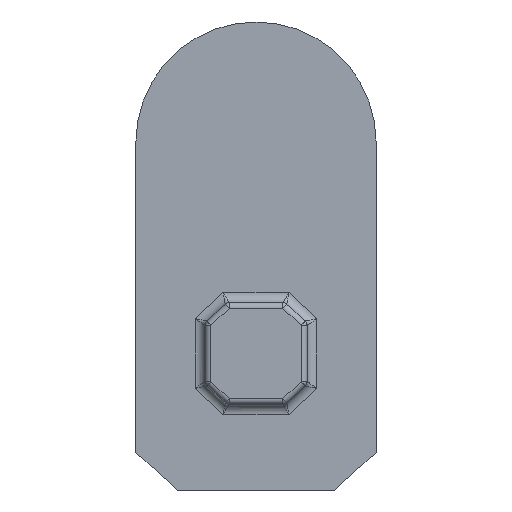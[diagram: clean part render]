
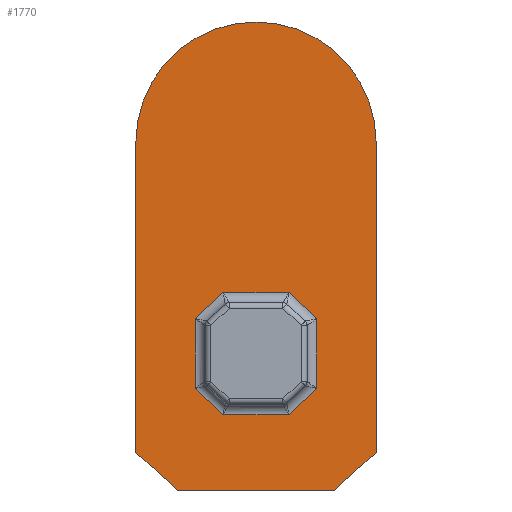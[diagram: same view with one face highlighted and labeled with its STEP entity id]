
A CAD part, front view. The second image highlights one B-rep face of the part: STEP entity #1770.
In plain terms, the highlighted planar face has unit normal (0, -1, 0).
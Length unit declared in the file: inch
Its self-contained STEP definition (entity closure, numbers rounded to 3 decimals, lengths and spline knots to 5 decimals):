
#21 = VERTEX_POINT ( 'NONE', #1920 ) ;
#27 = LINE ( 'NONE', #4469, #4484 ) ;
#107 = VECTOR ( 'NONE', #4496, 39.37008 ) ;
#237 = CARTESIAN_POINT ( 'NONE',  ( 0.54, 0., -2.387 ) ) ;
#266 = EDGE_CURVE ( 'NONE', #3147, #3659, #3304, .T. ) ;
#317 = EDGE_CURVE ( 'NONE', #21, #3297, #3656, .T. ) ;
#326 = ORIENTED_EDGE ( 'NONE', *, *, #4808, .T. ) ;
#365 = AXIS2_PLACEMENT_3D ( 'NONE', #6556, #3227, #7101 ) ;
#525 = CARTESIAN_POINT ( 'NONE',  ( -0.824, 0., 0. ) ) ;
#567 = VECTOR ( 'NONE', #6475, 39.37008 ) ;
#597 = DIRECTION ( 'NONE',  ( -0.74, 0., 0.672 ) ) ;
#732 = CARTESIAN_POINT ( 'NONE',  ( -0.227, 0., -1.869 ) ) ;
#750 = VECTOR ( 'NONE', #1318, 39.37008 ) ;
#835 = EDGE_CURVE ( 'NONE', #4951, #3436, #3217, .T. ) ;
#916 = VECTOR ( 'NONE', #1628, 39.37008 ) ;
#999 = CARTESIAN_POINT ( 'NONE',  ( 0.4185, 0., -1.6605 ) ) ;
#1005 = ORIENTED_EDGE ( 'NONE', *, *, #3257, .F. ) ;
#1195 = CARTESIAN_POINT ( 'NONE',  ( -0.227, 0., -1.032 ) ) ;
#1198 = DIRECTION ( 'NONE',  ( 0.731, 0., 0.682 ) ) ;
#1318 = DIRECTION ( 'NONE',  ( -0.74, 0., -0.672 ) ) ;
#1393 = PLANE ( 'NONE',  #3409 ) ;
#1394 = ORIENTED_EDGE ( 'NONE', *, *, #4908, .F. ) ;
#1421 = CARTESIAN_POINT ( 'NONE',  ( 0.824, 0., 0. ) ) ;
#1432 = FACE_OUTER_BOUND ( 'NONE', #1753, .T. ) ;
#1441 = VECTOR ( 'NONE', #597, 39.37008 ) ;
#1452 = CARTESIAN_POINT ( 'NONE',  ( 0.227, 0., -1.869 ) ) ;
#1516 = DIRECTION ( 'NONE',  ( 0., 0., 1. ) ) ;
#1582 = DIRECTION ( 'NONE',  ( 0., 0., -1. ) ) ;
#1598 = ORIENTED_EDGE ( 'NONE', *, *, #4856, .T. ) ;
#1626 = LINE ( 'NONE', #3930, #107 ) ;
#1628 = DIRECTION ( 'NONE',  ( 0., 0., 1. ) ) ;
#1635 = VECTOR ( 'NONE', #6188, 39.37008 ) ;
#1692 = DIRECTION ( 'NONE',  ( 1., 0., 0. ) ) ;
#1721 = CARTESIAN_POINT ( 'NONE',  ( -0.4185, 0., -1.69027 ) ) ;
#1750 = CARTESIAN_POINT ( 'NONE',  ( -0.54, 0., -2.387 ) ) ;
#1753 = EDGE_LOOP ( 'NONE', ( #6701, #3399, #6309, #3053, #1394, #1005 ) ) ;
#1770 = ADVANCED_FACE ( 'NONE', ( #6990, #1432 ), #1393, .F. ) ;
#1914 = EDGE_CURVE ( 'NONE', #3659, #5993, #5025, .T. ) ;
#1920 = CARTESIAN_POINT ( 'NONE',  ( 0.4185, 0., -1.21073 ) ) ;
#1964 = CARTESIAN_POINT ( 'NONE',  ( 0., 0., 0. ) ) ;
#2223 = ORIENTED_EDGE ( 'NONE', *, *, #2335, .T. ) ;
#2283 = CARTESIAN_POINT ( 'NONE',  ( -0.824, 0., -2.129 ) ) ;
#2310 = VECTOR ( 'NONE', #3948, 39.37008 ) ;
#2335 = EDGE_CURVE ( 'NONE', #7193, #21, #5273, .T. ) ;
#2397 = VERTEX_POINT ( 'NONE', #1195 ) ;
#2440 = VERTEX_POINT ( 'NONE', #3989 ) ;
#2459 = EDGE_CURVE ( 'NONE', #6867, #4951, #3251, .T. ) ;
#2514 = DIRECTION ( 'NONE',  ( 0., 1., 0. ) ) ;
#2585 = CARTESIAN_POINT ( 'NONE',  ( -0.54, 0., -2.387 ) ) ;
#2883 = CARTESIAN_POINT ( 'NONE',  ( -0.39674, 0., -1.71058 ) ) ;
#3020 = ORIENTED_EDGE ( 'NONE', *, *, #317, .T. ) ;
#3053 = ORIENTED_EDGE ( 'NONE', *, *, #5868, .F. ) ;
#3092 = LINE ( 'NONE', #2283, #1441 ) ;
#3147 = VERTEX_POINT ( 'NONE', #3917 ) ;
#3217 = LINE ( 'NONE', #4715, #6169 ) ;
#3227 = DIRECTION ( 'NONE',  ( 0., 1., 0. ) ) ;
#3251 = LINE ( 'NONE', #2883, #6203 ) ;
#3257 = EDGE_CURVE ( 'NONE', #2440, #5465, #4772, .T. ) ;
#3297 = VERTEX_POINT ( 'NONE', #5665 ) ;
#3304 = CIRCLE ( 'NONE', #365, 0.824 ) ;
#3384 = CARTESIAN_POINT ( 'NONE',  ( 0.39674, 0., -1.19042 ) ) ;
#3399 = ORIENTED_EDGE ( 'NONE', *, *, #1914, .F. ) ;
#3409 = AXIS2_PLACEMENT_3D ( 'NONE', #1964, #2514, #6402 ) ;
#3436 = VERTEX_POINT ( 'NONE', #5204 ) ;
#3511 = VECTOR ( 'NONE', #1198, 39.37008 ) ;
#3534 = EDGE_CURVE ( 'NONE', #5993, #2440, #5037, .T. ) ;
#3656 = LINE ( 'NONE', #999, #6254 ) ;
#3659 = VERTEX_POINT ( 'NONE', #1421 ) ;
#3917 = CARTESIAN_POINT ( 'NONE',  ( -0.824, 0., 0. ) ) ;
#3930 = CARTESIAN_POINT ( 'NONE',  ( -0.2, 0., -1.869 ) ) ;
#3948 = DIRECTION ( 'NONE',  ( 0.731, 0., -0.682 ) ) ;
#3985 = ORIENTED_EDGE ( 'NONE', *, *, #2459, .T. ) ;
#3989 = CARTESIAN_POINT ( 'NONE',  ( 0.54, 0., -2.387 ) ) ;
#4469 = CARTESIAN_POINT ( 'NONE',  ( 0.2, 0., -1.032 ) ) ;
#4484 = VECTOR ( 'NONE', #1692, 39.37008 ) ;
#4496 = DIRECTION ( 'NONE',  ( -1., 0., 0. ) ) ;
#4540 = CARTESIAN_POINT ( 'NONE',  ( -0.24674, 0., -1.05042 ) ) ;
#4715 = CARTESIAN_POINT ( 'NONE',  ( -0.4185, 0., -1.2405 ) ) ;
#4772 = LINE ( 'NONE', #1750, #1635 ) ;
#4808 = EDGE_CURVE ( 'NONE', #2397, #7193, #27, .T. ) ;
#4817 = VERTEX_POINT ( 'NONE', #6130 ) ;
#4851 = LINE ( 'NONE', #5269, #6135 ) ;
#4856 = EDGE_CURVE ( 'NONE', #6620, #6867, #1626, .T. ) ;
#4908 = EDGE_CURVE ( 'NONE', #5465, #4817, #3092, .T. ) ;
#4951 = VERTEX_POINT ( 'NONE', #1721 ) ;
#5025 = LINE ( 'NONE', #7003, #567 ) ;
#5037 = LINE ( 'NONE', #237, #750 ) ;
#5181 = EDGE_CURVE ( 'NONE', #3297, #6620, #4851, .T. ) ;
#5204 = CARTESIAN_POINT ( 'NONE',  ( -0.4185, 0., -1.21073 ) ) ;
#5245 = DIRECTION ( 'NONE',  ( -0.731, 0., -0.682 ) ) ;
#5269 = CARTESIAN_POINT ( 'NONE',  ( 0.24674, 0., -1.85058 ) ) ;
#5273 = LINE ( 'NONE', #3384, #2310 ) ;
#5334 = ORIENTED_EDGE ( 'NONE', *, *, #6054, .T. ) ;
#5337 = EDGE_LOOP ( 'NONE', ( #2223, #3020, #5873, #1598, #3985, #5385, #5334, #326 ) ) ;
#5365 = LINE ( 'NONE', #525, #916 ) ;
#5385 = ORIENTED_EDGE ( 'NONE', *, *, #835, .T. ) ;
#5465 = VERTEX_POINT ( 'NONE', #2585 ) ;
#5520 = CARTESIAN_POINT ( 'NONE',  ( 0.227, 0., -1.032 ) ) ;
#5641 = CARTESIAN_POINT ( 'NONE',  ( 0.824, 0., -2.129 ) ) ;
#5665 = CARTESIAN_POINT ( 'NONE',  ( 0.4185, 0., -1.69027 ) ) ;
#5868 = EDGE_CURVE ( 'NONE', #4817, #3147, #5365, .T. ) ;
#5873 = ORIENTED_EDGE ( 'NONE', *, *, #5181, .T. ) ;
#5993 = VERTEX_POINT ( 'NONE', #5641 ) ;
#6054 = EDGE_CURVE ( 'NONE', #3436, #2397, #6480, .T. ) ;
#6130 = CARTESIAN_POINT ( 'NONE',  ( -0.824, 0., -2.129 ) ) ;
#6135 = VECTOR ( 'NONE', #5245, 39.37008 ) ;
#6169 = VECTOR ( 'NONE', #1516, 39.37008 ) ;
#6188 = DIRECTION ( 'NONE',  ( -1., 0., 0. ) ) ;
#6203 = VECTOR ( 'NONE', #6768, 39.37008 ) ;
#6254 = VECTOR ( 'NONE', #1582, 39.37008 ) ;
#6309 = ORIENTED_EDGE ( 'NONE', *, *, #266, .F. ) ;
#6402 = DIRECTION ( 'NONE',  ( 0., 0., 1. ) ) ;
#6475 = DIRECTION ( 'NONE',  ( 0., 0., -1. ) ) ;
#6480 = LINE ( 'NONE', #4540, #3511 ) ;
#6556 = CARTESIAN_POINT ( 'NONE',  ( 0., 0., 0. ) ) ;
#6620 = VERTEX_POINT ( 'NONE', #1452 ) ;
#6701 = ORIENTED_EDGE ( 'NONE', *, *, #3534, .F. ) ;
#6768 = DIRECTION ( 'NONE',  ( -0.731, 0., 0.682 ) ) ;
#6867 = VERTEX_POINT ( 'NONE', #732 ) ;
#6990 = FACE_BOUND ( 'NONE', #5337, .T. ) ;
#7003 = CARTESIAN_POINT ( 'NONE',  ( 0.824, 0., 0. ) ) ;
#7101 = DIRECTION ( 'NONE',  ( 0., 0., 1. ) ) ;
#7193 = VERTEX_POINT ( 'NONE', #5520 ) ;
